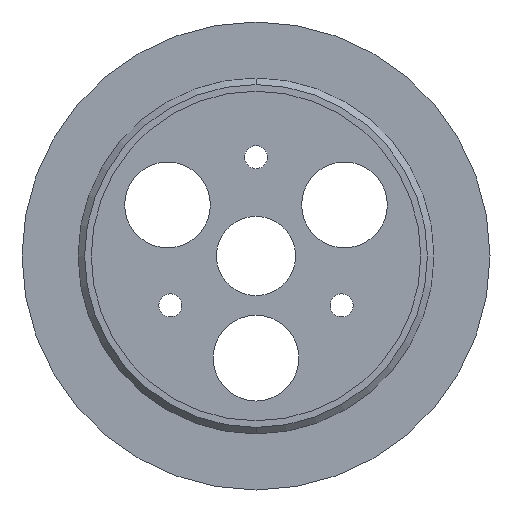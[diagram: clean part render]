
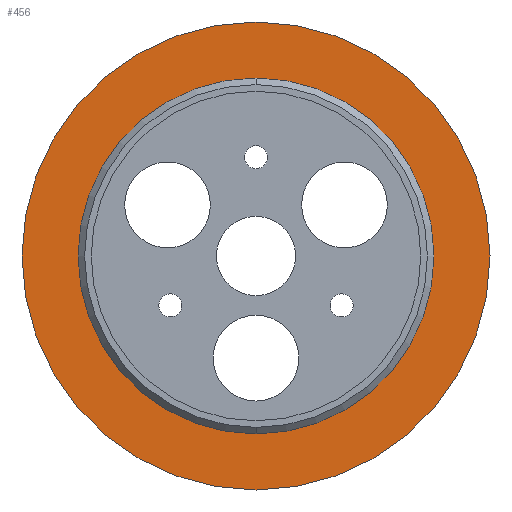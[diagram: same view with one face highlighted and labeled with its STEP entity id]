
A CAD part, front view. The second image highlights one B-rep face of the part: STEP entity #456.
In plain terms, the highlighted planar face has unit normal (0, -1, 0).
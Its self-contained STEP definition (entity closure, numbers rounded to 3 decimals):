
#12 = EDGE_CURVE ( 'NONE', #227, #656, #773, .T. ) ;
#37 = CARTESIAN_POINT ( 'NONE',  ( 0., -3., 0. ) ) ;
#65 = CIRCLE ( 'NONE', #1002, 27. ) ;
#89 = CARTESIAN_POINT ( 'NONE',  ( 0., -3., 0. ) ) ;
#127 = FACE_BOUND ( 'NONE', #643, .T. ) ;
#161 = AXIS2_PLACEMENT_3D ( 'NONE', #89, #770, #608 ) ;
#203 = EDGE_CURVE ( 'NONE', #656, #227, #369, .T. ) ;
#204 = ORIENTED_EDGE ( 'NONE', *, *, #237, .T. ) ;
#225 = DIRECTION ( 'NONE',  ( 0., 0., 1. ) ) ;
#227 = VERTEX_POINT ( 'NONE', #1043 ) ;
#237 = EDGE_CURVE ( 'NONE', #448, #530, #1078, .T. ) ;
#244 = EDGE_LOOP ( 'NONE', ( #474, #575 ) ) ;
#263 = CARTESIAN_POINT ( 'NONE',  ( 0., -3., 0. ) ) ;
#369 = CIRCLE ( 'NONE', #967, 35.5 ) ;
#371 = DIRECTION ( 'NONE',  ( 0., 1., 0. ) ) ;
#376 = CARTESIAN_POINT ( 'NONE',  ( 0., -3., 27. ) ) ;
#382 = CARTESIAN_POINT ( 'NONE',  ( 0., -3., 0. ) ) ;
#391 = CARTESIAN_POINT ( 'NONE',  ( 0., -3., 35.5 ) ) ;
#426 = EDGE_CURVE ( 'NONE', #530, #448, #65, .T. ) ;
#448 = VERTEX_POINT ( 'NONE', #964 ) ;
#456 = ADVANCED_FACE ( 'NONE', ( #127, #796 ), #637, .F. ) ;
#474 = ORIENTED_EDGE ( 'NONE', *, *, #12, .F. ) ;
#530 = VERTEX_POINT ( 'NONE', #376 ) ;
#538 = DIRECTION ( 'NONE',  ( 0., 0., 1. ) ) ;
#575 = ORIENTED_EDGE ( 'NONE', *, *, #203, .F. ) ;
#595 = DIRECTION ( 'NONE',  ( 0., 1., 0. ) ) ;
#601 = DIRECTION ( 'NONE',  ( 0., 0., 1. ) ) ;
#608 = DIRECTION ( 'NONE',  ( 0., 0., 1. ) ) ;
#637 = PLANE ( 'NONE',  #757 ) ;
#641 = CARTESIAN_POINT ( 'NONE',  ( 0., -3., 0. ) ) ;
#643 = EDGE_LOOP ( 'NONE', ( #859, #204 ) ) ;
#656 = VERTEX_POINT ( 'NONE', #391 ) ;
#720 = DIRECTION ( 'NONE',  ( 0., 0., 1. ) ) ;
#743 = AXIS2_PLACEMENT_3D ( 'NONE', #641, #972, #225 ) ;
#757 = AXIS2_PLACEMENT_3D ( 'NONE', #37, #959, #538 ) ;
#770 = DIRECTION ( 'NONE',  ( 0., 1., 0. ) ) ;
#773 = CIRCLE ( 'NONE', #743, 35.5 ) ;
#796 = FACE_OUTER_BOUND ( 'NONE', #244, .T. ) ;
#859 = ORIENTED_EDGE ( 'NONE', *, *, #426, .T. ) ;
#959 = DIRECTION ( 'NONE',  ( 0., 1., 0. ) ) ;
#964 = CARTESIAN_POINT ( 'NONE',  ( 0., -3., -27. ) ) ;
#967 = AXIS2_PLACEMENT_3D ( 'NONE', #263, #595, #601 ) ;
#972 = DIRECTION ( 'NONE',  ( 0., 1., 0. ) ) ;
#1002 = AXIS2_PLACEMENT_3D ( 'NONE', #382, #371, #720 ) ;
#1043 = CARTESIAN_POINT ( 'NONE',  ( 0., -3., -35.5 ) ) ;
#1078 = CIRCLE ( 'NONE', #161, 27. ) ;
